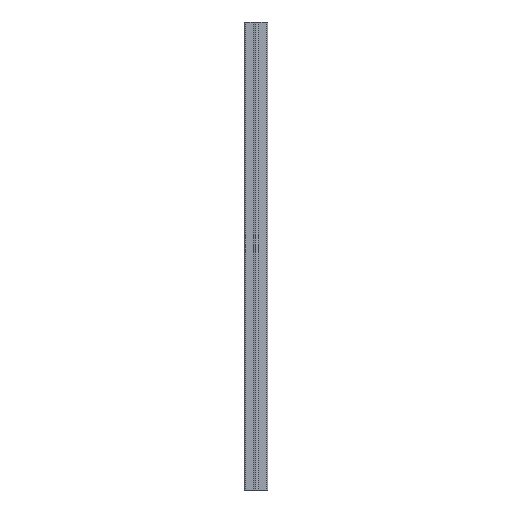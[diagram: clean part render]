
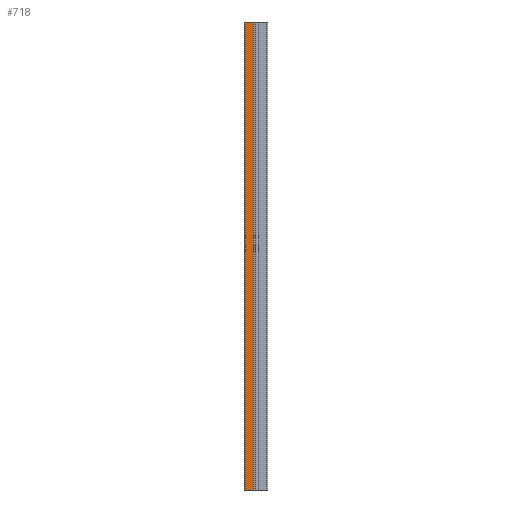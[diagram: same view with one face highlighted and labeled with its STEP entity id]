
A CAD part, left-side view. The second image highlights one B-rep face of the part: STEP entity #718.
In plain terms, the highlighted planar face has unit normal (-1, 0, 0).
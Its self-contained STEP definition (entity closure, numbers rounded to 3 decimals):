
#238 = EDGE_CURVE ( 'NONE', #3214, #4902, #5856, .T. ) ;
#488 = EDGE_CURVE ( 'NONE', #4935, #4934, #3689, .T. ) ;
#718 = ADVANCED_FACE ( 'NONE', ( #6158 ), #2057, .F. ) ;
#886 = CARTESIAN_POINT ( 'NONE',  ( 1.497, 54.789, 1000. ) ) ;
#918 = CARTESIAN_POINT ( 'NONE',  ( 1.497, 54.789, 0. ) ) ;
#919 = CARTESIAN_POINT ( 'NONE',  ( 1.497, 70.689, 0. ) ) ;
#1629 = CARTESIAN_POINT ( 'NONE',  ( 1.497, 54.789, 1000. ) ) ;
#1630 = DIRECTION ( 'NONE',  ( 0., -1., 0. ) ) ;
#1929 = EDGE_LOOP ( 'NONE', ( #5646, #5647, #5648, #5649 ) ) ;
#2057 = PLANE ( 'NONE',  #3793 ) ;
#2059 = CARTESIAN_POINT ( 'NONE',  ( 1.497, 54.789, 1000. ) ) ;
#2060 = DIRECTION ( 'NONE',  ( 1., 0., 0. ) ) ;
#2061 = DIRECTION ( 'NONE',  ( 0., 1., 0. ) ) ;
#2256 = CARTESIAN_POINT ( 'NONE',  ( 1.497, 70.689, 1000. ) ) ;
#2257 = DIRECTION ( 'NONE',  ( 0., 0., -1. ) ) ;
#2258 = CARTESIAN_POINT ( 'NONE',  ( 1.497, 54.789, 1000. ) ) ;
#2259 = DIRECTION ( 'NONE',  ( 0., 0., -1. ) ) ;
#2508 = CARTESIAN_POINT ( 'NONE',  ( 1.497, 70.689, 1000. ) ) ;
#2890 = EDGE_CURVE ( 'NONE', #3214, #4935, #6302, .T. ) ;
#2891 = EDGE_CURVE ( 'NONE', #4902, #4934, #6304, .T. ) ;
#3214 = VERTEX_POINT ( 'NONE', #2508 ) ;
#3401 = CARTESIAN_POINT ( 'NONE',  ( 1.497, 54.789, 0. ) ) ;
#3404 = DIRECTION ( 'NONE',  ( 0., -1., 0. ) ) ;
#3689 = LINE ( 'NONE', #3401, #3694 ) ;
#3694 = VECTOR ( 'NONE', #3404, 1000. ) ;
#3793 = AXIS2_PLACEMENT_3D ( 'NONE', #2059, #2060, #2061 ) ;
#4902 = VERTEX_POINT ( 'NONE', #886 ) ;
#4934 = VERTEX_POINT ( 'NONE', #918 ) ;
#4935 = VERTEX_POINT ( 'NONE', #919 ) ;
#5646 = ORIENTED_EDGE ( 'NONE', *, *, #488, .T. ) ;
#5647 = ORIENTED_EDGE ( 'NONE', *, *, #2891, .F. ) ;
#5648 = ORIENTED_EDGE ( 'NONE', *, *, #238, .F. ) ;
#5649 = ORIENTED_EDGE ( 'NONE', *, *, #2890, .T. ) ;
#5856 = LINE ( 'NONE', #1629, #5858 ) ;
#5858 = VECTOR ( 'NONE', #1630, 1000. ) ;
#6158 = FACE_OUTER_BOUND ( 'NONE', #1929, .T. ) ;
#6302 = LINE ( 'NONE', #2256, #6305 ) ;
#6304 = LINE ( 'NONE', #2258, #6307 ) ;
#6305 = VECTOR ( 'NONE', #2257, 1000. ) ;
#6307 = VECTOR ( 'NONE', #2259, 1000. ) ;
